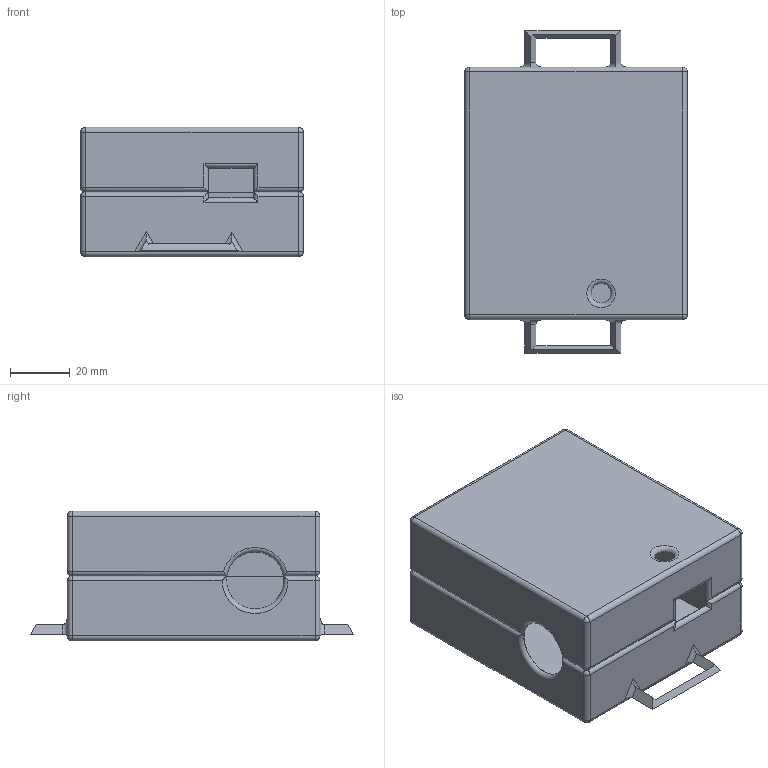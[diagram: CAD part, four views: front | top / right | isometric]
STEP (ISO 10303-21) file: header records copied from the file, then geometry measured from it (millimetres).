
FILE_DESCRIPTION(/* description */ (''),/* implementation_level */ '2;1');
FILE_NAME(/* name */ 'esp1.step',/* time_stamp */ '2025-08-11T03:21:02+01:00',/* author */ (''),/* organization */ (''),/* preprocessor_version */ 'ST-DEVELOPER v20.1',/* originating_system */ 'Autodesk Translation Framework v14.10.0.0',/* authorisation */ '');
FILE_SCHEMA (('AUTOMOTIVE_DESIGN { 1 0 10303 214 3 1 1 }'));
Length unit declared in the file: millimetre
Products named in the file (1): 2025-08-06-13-57-26-515
Bounding box: 74.2 x 107.5 x 43.2 mm (x, y, z)
Volume: 41600.8 mm3; surface area: 53499.4 mm2
Topology: 2 solids, 2 shells, 159 faces, 363 edges, 214 vertices
Faces by surface type: plane 71, cylinder 65, bspline 8, sphere 8, cone 4, torus 3
Full cylindrical faces by diameter (mm): 3 x4, 3.35 x4, 5.35 x4, 5.5 x4, 6.5 x1
Entity records: 4521 total; most frequent: CARTESIAN_POINT 925, DIRECTION 770, ORIENTED_EDGE 710, EDGE_CURVE 355, AXIS2_PLACEMENT_3D 275, LINE 220, VECTOR 220, VERTEX_POINT 214
